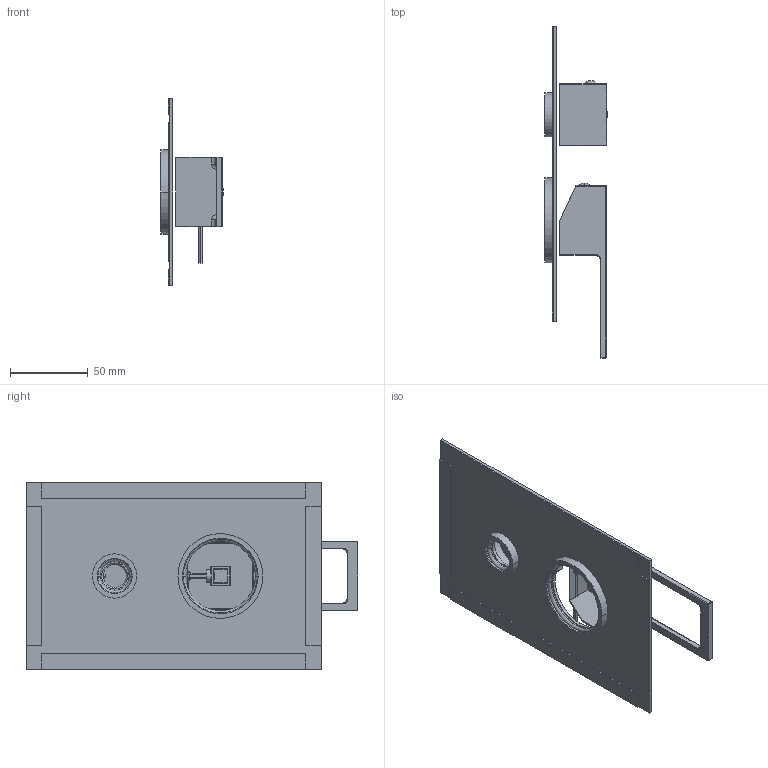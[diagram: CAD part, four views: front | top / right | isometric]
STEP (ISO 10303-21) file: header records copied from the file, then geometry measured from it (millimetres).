
FILE_DESCRIPTION((''),'2;1');
FILE_NAME('EF018CR-MEST_ASM','2021-01-29T09:57:20',('stefano.gianpani'),('PAFFONI SpA'),'CREO PARAMETRIC BY PTC INC, 2020044','CREO PARAMETRIC BY PTC INC, 2020044','');
FILE_SCHEMA(('CONFIG_CONTROL_DESIGN','SHAPE_APPEARANCE_LAYERS_GROUPS'));
Length unit declared in the file: millimetre
Products named in the file (14): 4061227CR; 592305004A2; TCF0691105CR; CHBR25; 8001128_ASM; 4061169CRI_AF0; 2092467_AF2; 2092468_AF1; 2091415; 2091417; 2042488GR; 2041560GR; 2091105CRN; EF018CR-MEST_ASM
Assembly tree (15 placements, depth 3):
  EF018CR-MEST_ASM
    4061227CR
    8001128_ASM
      592305004A2
      TCF0691105CR
      CHBR25
    4061169CRI_AF0
    2092467_AF2
    2092468_AF1
    2091415  x2
    2091417  x2
    2042488GR
    2041560GR
    2091105CRN
Bounding box: 39.99 x 213.5 x 120 mm (x, y, z)
Volume: 95550 mm3; surface area: 92906.4 mm2
Topology: 14 solids, 18 shells, 289 faces, 670 edges, 420 vertices
Faces by surface type: plane 132, cylinder 97, cone 32, torus 18, sphere 10
Entity records: 10594 total; most frequent: CARTESIAN_POINT 1735, DIRECTION 1474, ORIENTED_EDGE 1262, PRESENTATION_STYLE_ASSIGNMENT 656, STYLED_ITEM 656, CURVE_STYLE 640, EDGE_CURVE 640, AXIS2_PLACEMENT_3D 558
